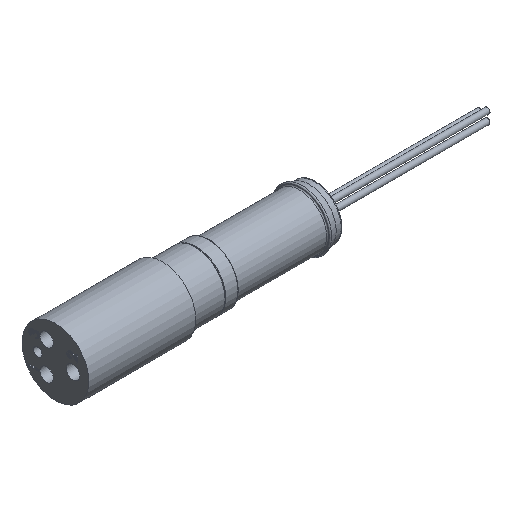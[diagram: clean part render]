
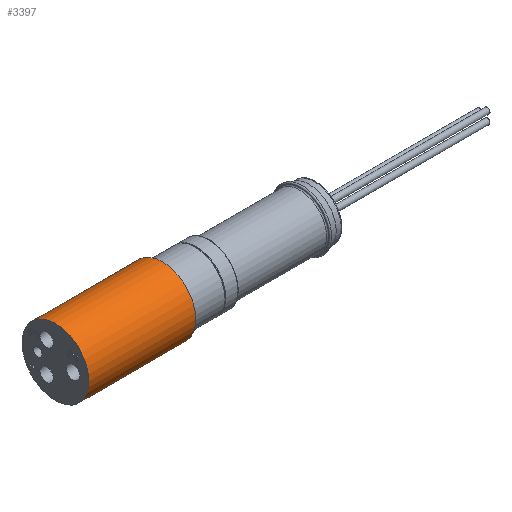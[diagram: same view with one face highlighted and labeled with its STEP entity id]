
A CAD part, isometric view. The second image highlights one B-rep face of the part: STEP entity #3397.
In plain terms, the highlighted cylindrical face has radius 7.938 mm (diameter 15.875 mm), a full revolution.
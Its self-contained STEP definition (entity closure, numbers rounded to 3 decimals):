
#385=FACE_OUTER_BOUND('',#564,.T.);
#564=EDGE_LOOP('',(#2745,#2746,#2747,#2748,#2749,#2750));
#753=LINE('',#5637,#942);
#942=VECTOR('',#4624,7.938);
#1188=CIRCLE('',#3792,7.938);
#1189=CIRCLE('',#3793,7.938);
#1190=CIRCLE('',#3794,7.938);
#1191=CIRCLE('',#3795,7.938);
#1476=VERTEX_POINT('',#5633);
#1477=VERTEX_POINT('',#5634);
#1478=VERTEX_POINT('',#5636);
#1479=VERTEX_POINT('',#5638);
#1926=EDGE_CURVE('',#1476,#1477,#1188,.T.);
#1927=EDGE_CURVE('',#1477,#1478,#753,.T.);
#1928=EDGE_CURVE('',#1479,#1478,#1189,.T.);
#1929=EDGE_CURVE('',#1478,#1479,#1190,.T.);
#1930=EDGE_CURVE('',#1477,#1476,#1191,.T.);
#2745=ORIENTED_EDGE('',*,*,#1926,.T.);
#2746=ORIENTED_EDGE('',*,*,#1927,.T.);
#2747=ORIENTED_EDGE('',*,*,#1928,.F.);
#2748=ORIENTED_EDGE('',*,*,#1929,.F.);
#2749=ORIENTED_EDGE('',*,*,#1927,.F.);
#2750=ORIENTED_EDGE('',*,*,#1930,.T.);
#3105=CYLINDRICAL_SURFACE('',#3791,7.938);
#3397=ADVANCED_FACE('',(#385),#3105,.T.);
#3791=AXIS2_PLACEMENT_3D('',#5632,#4620,#4621);
#3792=AXIS2_PLACEMENT_3D('',#5635,#4622,#4623);
#3793=AXIS2_PLACEMENT_3D('',#5639,#4625,#4626);
#3794=AXIS2_PLACEMENT_3D('',#5640,#4627,#4628);
#3795=AXIS2_PLACEMENT_3D('',#5641,#4629,#4630);
#4620=DIRECTION('center_axis',(1.,0.,0.));
#4621=DIRECTION('ref_axis',(0.,0.,-1.));
#4622=DIRECTION('center_axis',(-1.,0.,0.));
#4623=DIRECTION('ref_axis',(0.,0.,1.));
#4624=DIRECTION('',(-1.,0.,0.));
#4625=DIRECTION('center_axis',(-1.,0.,0.));
#4626=DIRECTION('ref_axis',(0.,0.,1.));
#4627=DIRECTION('center_axis',(-1.,0.,0.));
#4628=DIRECTION('ref_axis',(0.,0.,1.));
#4629=DIRECTION('center_axis',(-1.,0.,0.));
#4630=DIRECTION('ref_axis',(0.,0.,1.));
#5632=CARTESIAN_POINT('Origin',(-26.988,0.,0.));
#5633=CARTESIAN_POINT('',(-1.588,0.,-7.938));
#5634=CARTESIAN_POINT('',(-1.588,0.,7.938));
#5635=CARTESIAN_POINT('Origin',(-1.588,0.,0.));
#5636=CARTESIAN_POINT('',(-26.988,0.,7.938));
#5637=CARTESIAN_POINT('',(-26.988,0.,7.938));
#5638=CARTESIAN_POINT('',(-26.988,0.,-7.938));
#5639=CARTESIAN_POINT('Origin',(-26.988,0.,0.));
#5640=CARTESIAN_POINT('Origin',(-26.988,0.,0.));
#5641=CARTESIAN_POINT('Origin',(-1.588,0.,0.));
